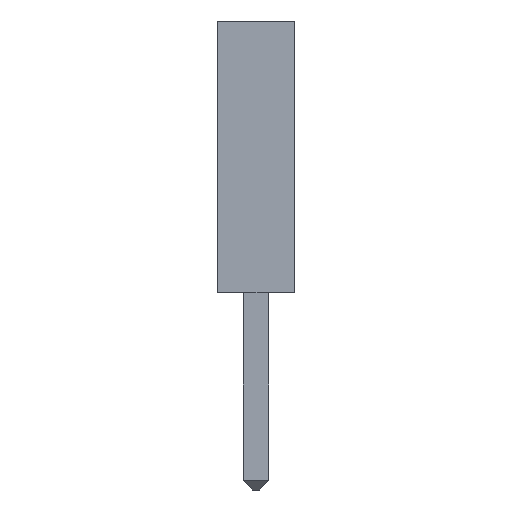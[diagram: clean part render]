
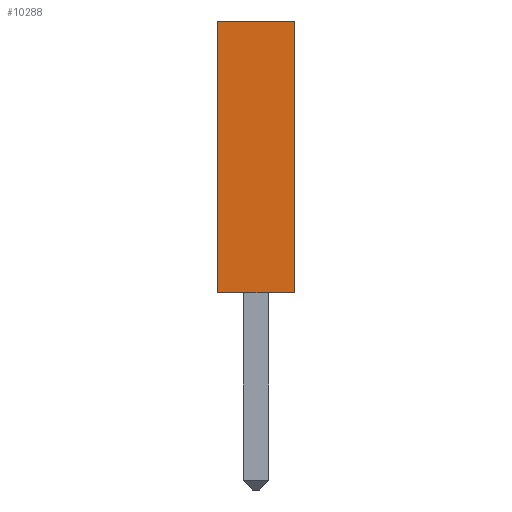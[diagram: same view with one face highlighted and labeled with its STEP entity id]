
A CAD part, left-side view. The second image highlights one B-rep face of the part: STEP entity #10288.
In plain terms, the highlighted planar face has unit normal (-1, 0, 0).
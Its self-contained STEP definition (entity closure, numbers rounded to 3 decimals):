
#26 = CARTESIAN_POINT ( 'NONE',  ( 0., 2.41, 0. ) ) ;
#71 = CARTESIAN_POINT ( 'NONE',  ( 0., 2.41, 0. ) ) ;
#860 = CARTESIAN_POINT ( 'NONE',  ( 0., 2.41, 0. ) ) ;
#1197 = EDGE_CURVE ( 'NONE', #2147, #8639, #16814, .T. ) ;
#2147 = VERTEX_POINT ( 'NONE', #12998 ) ;
#2167 = DIRECTION ( 'NONE',  ( 0., 0., 1. ) ) ;
#2708 = DIRECTION ( 'NONE',  ( 0., -1., 0. ) ) ;
#4552 = PLANE ( 'NONE',  #10216 ) ;
#5932 = EDGE_CURVE ( 'NONE', #6497, #8532, #7871, .T. ) ;
#6167 = VECTOR ( 'NONE', #12364, 1000. ) ;
#6497 = VERTEX_POINT ( 'NONE', #11174 ) ;
#6649 = EDGE_CURVE ( 'NONE', #2147, #6497, #9057, .T. ) ;
#7009 = FACE_OUTER_BOUND ( 'NONE', #16586, .T. ) ;
#7089 = ORIENTED_EDGE ( 'NONE', *, *, #5932, .F. ) ;
#7871 = LINE ( 'NONE', #8129, #15633 ) ;
#8129 = CARTESIAN_POINT ( 'NONE',  ( 0., 2.41, 8.51 ) ) ;
#8532 = VERTEX_POINT ( 'NONE', #15848 ) ;
#8639 = VERTEX_POINT ( 'NONE', #11226 ) ;
#8693 = ORIENTED_EDGE ( 'NONE', *, *, #9851, .T. ) ;
#8969 = DIRECTION ( 'NONE',  ( 0., 0., 1. ) ) ;
#9057 = LINE ( 'NONE', #26, #12987 ) ;
#9851 = EDGE_CURVE ( 'NONE', #8639, #8532, #10988, .T. ) ;
#9892 = CARTESIAN_POINT ( 'NONE',  ( 0., 0., 0. ) ) ;
#10216 = AXIS2_PLACEMENT_3D ( 'NONE', #860, #13768, #2167 ) ;
#10288 = ADVANCED_FACE ( 'NONE', ( #7009 ), #4552, .T. ) ;
#10988 = LINE ( 'NONE', #9892, #6167 ) ;
#11174 = CARTESIAN_POINT ( 'NONE',  ( 0., 2.41, 8.51 ) ) ;
#11226 = CARTESIAN_POINT ( 'NONE',  ( 0., 0., 0. ) ) ;
#11354 = ORIENTED_EDGE ( 'NONE', *, *, #6649, .F. ) ;
#12074 = ORIENTED_EDGE ( 'NONE', *, *, #1197, .T. ) ;
#12364 = DIRECTION ( 'NONE',  ( 0., 0., 1. ) ) ;
#12987 = VECTOR ( 'NONE', #8969, 1000. ) ;
#12998 = CARTESIAN_POINT ( 'NONE',  ( 0., 2.41, 0. ) ) ;
#13768 = DIRECTION ( 'NONE',  ( -1., 0., 0. ) ) ;
#15633 = VECTOR ( 'NONE', #2708, 1000. ) ;
#15755 = VECTOR ( 'NONE', #16732, 1000. ) ;
#15848 = CARTESIAN_POINT ( 'NONE',  ( 0., 0., 8.51 ) ) ;
#16586 = EDGE_LOOP ( 'NONE', ( #12074, #8693, #7089, #11354 ) ) ;
#16732 = DIRECTION ( 'NONE',  ( 0., -1., 0. ) ) ;
#16814 = LINE ( 'NONE', #71, #15755 ) ;
